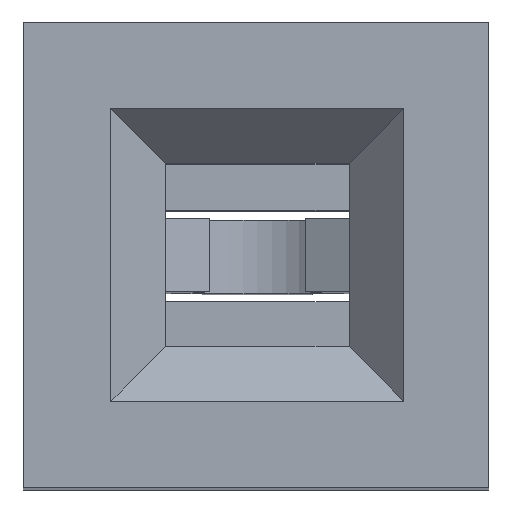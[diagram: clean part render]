
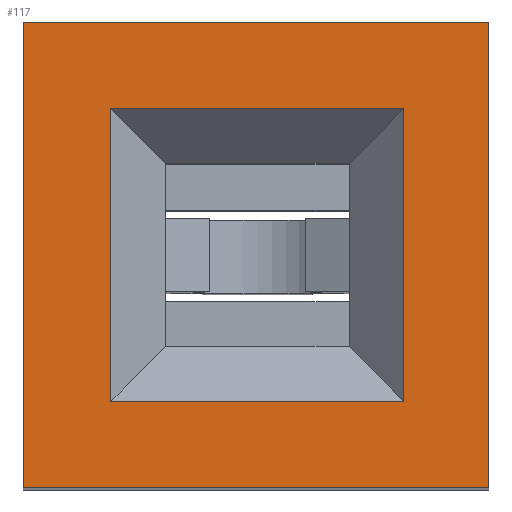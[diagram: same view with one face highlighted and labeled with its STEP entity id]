
A CAD part, top view. The second image highlights one B-rep face of the part: STEP entity #117.
In plain terms, the highlighted planar face has unit normal (0, 0, 1).
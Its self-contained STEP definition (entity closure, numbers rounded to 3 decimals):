
#117=ADVANCED_FACE('',(#485,#487),#489,.T.);
#485=FACE_BOUND('',#486,.T.);
#486=EDGE_LOOP('',(#767,#768,#769,#770));
#487=FACE_BOUND('',#488,.T.);
#488=EDGE_LOOP('',(#771,#772,#773,#774));
#489=PLANE('',#490);
#490=AXIS2_PLACEMENT_3D('',#491,#492,#493);
#491=CARTESIAN_POINT('',(23.118,-1.25,8.5));
#492=DIRECTION('',(0.,0.,1.));
#493=DIRECTION('',(1.,0.,-0.));
#767=ORIENTED_EDGE('',*,*,#982,.T.);
#768=ORIENTED_EDGE('',*,*,#978,.T.);
#769=ORIENTED_EDGE('',*,*,#983,.T.);
#770=ORIENTED_EDGE('',*,*,#984,.T.);
#771=ORIENTED_EDGE('',*,*,#985,.T.);
#772=ORIENTED_EDGE('',*,*,#986,.T.);
#773=ORIENTED_EDGE('',*,*,#987,.T.);
#774=ORIENTED_EDGE('',*,*,#988,.T.);
#978=EDGE_CURVE('',#1100,#1102,#1104,.T.);
#982=EDGE_CURVE('',#1110,#1100,#1111,.F.);
#983=EDGE_CURVE('',#1102,#1112,#1113,.F.);
#984=EDGE_CURVE('',#1112,#1110,#1114,.T.);
#985=EDGE_CURVE('',#1115,#1116,#1117,.T.);
#986=EDGE_CURVE('',#1116,#1118,#1119,.T.);
#987=EDGE_CURVE('',#1118,#1120,#1121,.T.);
#988=EDGE_CURVE('',#1120,#1115,#1122,.T.);
#1100=VERTEX_POINT('',#1316);
#1102=VERTEX_POINT('',#1320);
#1104=LINE('',#1324,#1325);
#1110=VERTEX_POINT('',#1338);
#1111=LINE('',#1339,#1340);
#1112=VERTEX_POINT('',#1342);
#1113=LINE('',#1343,#1344);
#1114=LINE('',#1346,#1347);
#1115=VERTEX_POINT('',#1349);
#1116=VERTEX_POINT('',#1350);
#1117=LINE('',#1351,#1352);
#1118=VERTEX_POINT('',#1354);
#1119=LINE('',#1355,#1356);
#1120=VERTEX_POINT('',#1358);
#1121=LINE('',#1359,#1360);
#1122=LINE('',#1362,#1363);
#1316=CARTESIAN_POINT('',(1.27,1.27,8.5));
#1320=CARTESIAN_POINT('',(-1.27,1.27,8.5));
#1324=CARTESIAN_POINT('',(1.27,1.27,8.5));
#1325=VECTOR('',#1326,1.);
#1326=DIRECTION('',(-1.,0.,0.));
#1338=CARTESIAN_POINT('',(1.27,-1.27,8.5));
#1339=CARTESIAN_POINT('',(1.27,1.27,8.5));
#1340=VECTOR('',#1341,1.);
#1341=DIRECTION('',(0.,-1.,0.));
#1342=CARTESIAN_POINT('',(-1.27,-1.27,8.5));
#1343=CARTESIAN_POINT('',(-1.27,-1.27,8.5));
#1344=VECTOR('',#1345,1.);
#1345=DIRECTION('',(0.,1.,0.));
#1346=CARTESIAN_POINT('',(-1.27,-1.27,8.5));
#1347=VECTOR('',#1348,1.);
#1348=DIRECTION('',(1.,0.,0.));
#1349=CARTESIAN_POINT('',(0.808,0.8,8.5));
#1350=CARTESIAN_POINT('',(0.808,-0.8,8.5));
#1351=CARTESIAN_POINT('',(0.808,0.8,8.5));
#1352=VECTOR('',#1353,1.);
#1353=DIRECTION('',(0.,-1.,0.));
#1354=CARTESIAN_POINT('',(-0.792,-0.8,8.5));
#1355=CARTESIAN_POINT('',(0.808,-0.8,8.5));
#1356=VECTOR('',#1357,1.);
#1357=DIRECTION('',(-1.,0.,0.));
#1358=CARTESIAN_POINT('',(-0.792,0.8,8.5));
#1359=CARTESIAN_POINT('',(-0.792,-0.8,8.5));
#1360=VECTOR('',#1361,1.);
#1361=DIRECTION('',(0.,1.,0.));
#1362=CARTESIAN_POINT('',(-0.792,0.8,8.5));
#1363=VECTOR('',#1364,1.);
#1364=DIRECTION('',(1.,0.,0.));
